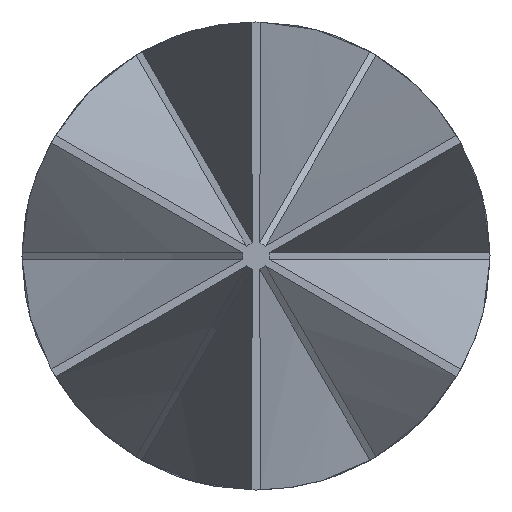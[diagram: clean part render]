
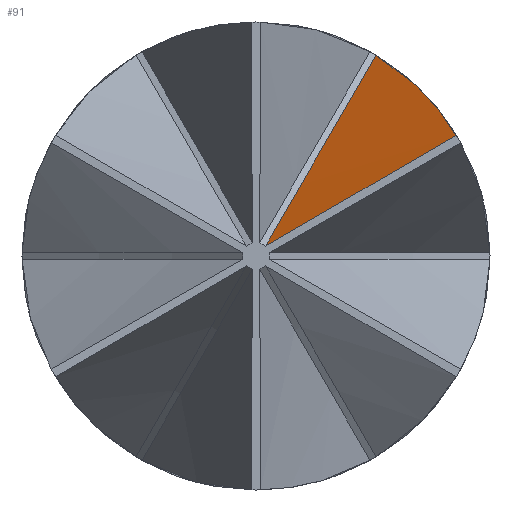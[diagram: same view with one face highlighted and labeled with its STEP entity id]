
A CAD part, left-side view. The second image highlights one B-rep face of the part: STEP entity #91.
In plain terms, the highlighted conical face has half-angle 52 degrees and reference radius 4.128 mm.
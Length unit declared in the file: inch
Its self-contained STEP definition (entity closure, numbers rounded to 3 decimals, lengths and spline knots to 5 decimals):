
#91 = ADVANCED_FACE ( 'NONE', ( #1208 ), #569, .F. ) ;
#98 = EDGE_LOOP ( 'NONE', ( #175, #1718, #853 ) ) ;
#149 = CIRCLE ( 'NONE', #176, 0.175 ) ;
#175 = ORIENTED_EDGE ( 'NONE', *, *, #1108, .F. ) ;
#176 = AXIS2_PLACEMENT_3D ( 'NONE', #973, #944, #936 ) ;
#229 = AXIS2_PLACEMENT_3D ( 'NONE', #865, #1189, #998 ) ;
#267 = CARTESIAN_POINT ( 'NONE',  ( -0.272, -0.00551, 0.00346 ) ) ;
#379 = CARTESIAN_POINT ( 'NONE',  ( -0.272, -0.00072, 0.00074 ) ) ;
#481 = VERTEX_POINT ( 'NONE', #2072 ) ;
#489 = EDGE_CURVE ( 'NONE', #1745, #481, #1722, .T. ) ;
#569 = CONICAL_SURFACE ( 'NONE', #229, 0.16252, 0.908 ) ;
#633 = CARTESIAN_POINT ( 'NONE',  ( -0.272, -0.01499, 0.00904 ) ) ;
#853 = ORIENTED_EDGE ( 'NONE', *, *, #489, .F. ) ;
#865 = CARTESIAN_POINT ( 'NONE',  ( -0.38722, -0.07502, 0.10994 ) ) ;
#870 = CARTESIAN_POINT ( 'NONE',  ( -0.272, -0.01499, 0.00904 ) ) ;
#936 = DIRECTION ( 'NONE',  ( 0., -0.5, 0.866 ) ) ;
#944 = DIRECTION ( 'NONE',  ( 0., 0.866, 0.5 ) ) ;
#973 = CARTESIAN_POINT ( 'NONE',  ( -0.38722, -0.06658, 0.11481 ) ) ;
#998 = DIRECTION ( 'NONE',  ( 0., -0.5, 0.866 ) ) ;
#1050 = VERTEX_POINT ( 'NONE', #1353 ) ;
#1108 = EDGE_CURVE ( 'NONE', #1050, #1745, #1491, .T. ) ;
#1189 = DIRECTION ( 'NONE',  ( 0., 0.866, 0.5 ) ) ;
#1208 = FACE_OUTER_BOUND ( 'NONE', #98, .T. ) ;
#1353 = CARTESIAN_POINT ( 'NONE',  ( -0.2555, -0.00897, 0.01503 ) ) ;
#1491 = B_SPLINE_CURVE_WITH_KNOTS ( 'NONE', 3,
 ( #1675, #1666, #1701, #1736 ),
 .UNSPECIFIED., .F., .F.,
 ( 4, 4 ),
 ( 0.0001, 0.00057 ),
 .UNSPECIFIED. ) ;
#1666 = CARTESIAN_POINT ( 'NONE',  ( -0.26088, -0.01166, 0.01342 ) ) ;
#1675 = CARTESIAN_POINT ( 'NONE',  ( -0.2555, -0.00897, 0.01503 ) ) ;
#1701 = CARTESIAN_POINT ( 'NONE',  ( -0.26637, -0.0136, 0.01134 ) ) ;
#1712 = CARTESIAN_POINT ( 'NONE',  ( -0.272, -0.01027, 0.00622 ) ) ;
#1718 = ORIENTED_EDGE ( 'NONE', *, *, #2218, .T. ) ;
#1722 = B_SPLINE_CURVE_WITH_KNOTS ( 'NONE', 3,
 ( #633, #1712, #267, #379 ),
 .UNSPECIFIED., .F., .F.,
 ( 4, 4 ),
 ( 0.00167, 0.00209 ),
 .UNSPECIFIED. ) ;
#1736 = CARTESIAN_POINT ( 'NONE',  ( -0.272, -0.01499, 0.00904 ) ) ;
#1745 = VERTEX_POINT ( 'NONE', #870 ) ;
#2072 = CARTESIAN_POINT ( 'NONE',  ( -0.272, -0.00072, 0.00074 ) ) ;
#2218 = EDGE_CURVE ( 'NONE', #1050, #481, #149, .T. ) ;
